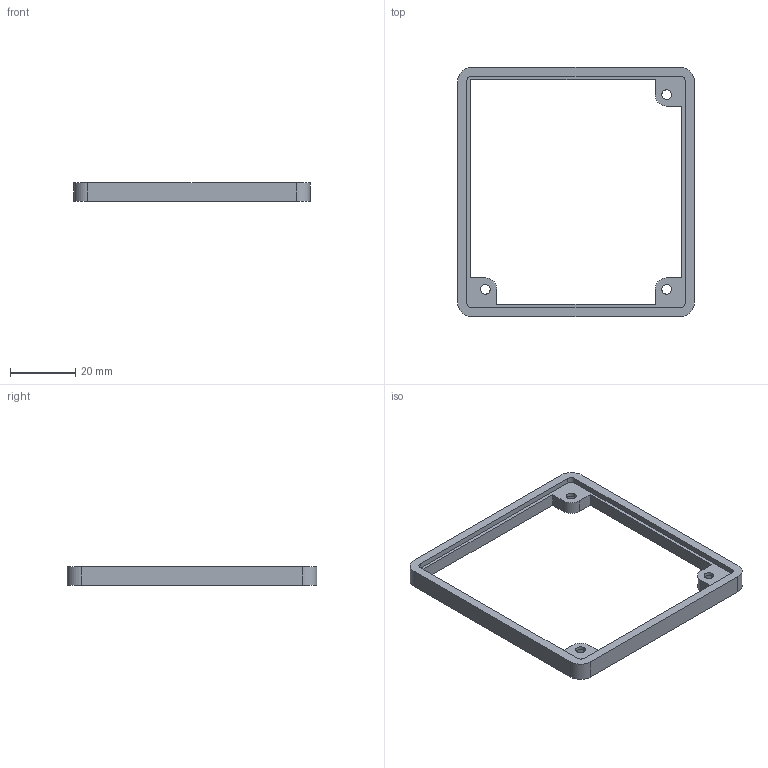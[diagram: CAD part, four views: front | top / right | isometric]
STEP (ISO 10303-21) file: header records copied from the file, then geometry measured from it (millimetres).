
FILE_DESCRIPTION(('FreeCAD Model'),'2;1');
FILE_NAME('Open CASCADE Shape Model','2024-04-25T21:13:14',(''),(''), 'Open CASCADE STEP processor 7.6','FreeCAD','Unknown');
FILE_SCHEMA(('AUTOMOTIVE_DESIGN { 1 0 10303 214 1 1 1 1 }'));
Length unit declared in the file: millimetre
Products named in the file (1): enclosure-bottom
Bounding box: 72.3 x 76.3 x 5.7 mm (x, y, z)
Volume: 5994.5 mm3; surface area: 5791.5 mm2
Topology: 1 solids, 1 shells, 59 faces, 158 edges, 105 vertices
Faces by surface type: plane 44, cylinder 15
Full cylindrical faces by diameter (mm): 3 x3
Entity records: 1873 total; most frequent: CARTESIAN_POINT 323, ORIENTED_EDGE 316, DIRECTION 309, EDGE_CURVE 158, LINE 127, VECTOR 127, VERTEX_POINT 105, AXIS2_PLACEMENT_3D 91
